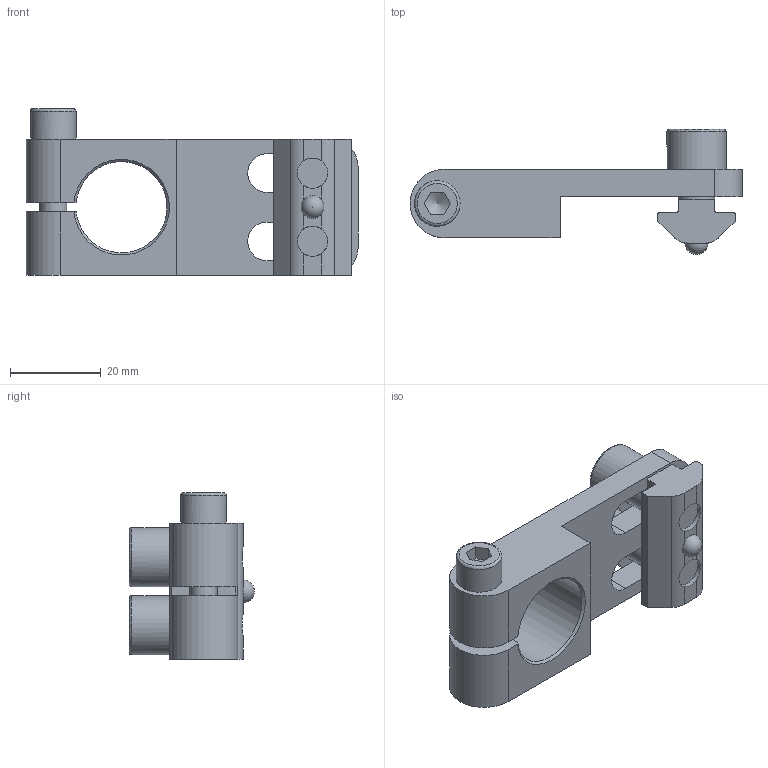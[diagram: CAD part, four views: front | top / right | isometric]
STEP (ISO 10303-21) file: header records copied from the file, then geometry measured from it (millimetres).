
FILE_DESCRIPTION(/* description */ ('GR-XL02.003-Kd'),/* implementation_level */ '2;1');
FILE_NAME(/* name */ 'GR-XL02.003-Kd.stp',/* time_stamp */ '2024-01-03T15:30:59+01:00',/* author */ ('BMaier'),/* organization */ (''),/* preprocessor_version */ 'ST-DEVELOPER v18',/* originating_system */ 'Autodesk Inventor 2020',/* authorisation */ '');
FILE_SCHEMA (('AUTOMOTIVE_DESIGN { 1 0 10303 214 3 1 1 }'));
Length unit declared in the file: millimetre
Products named in the file (1): 0803671.003_Shrinkwrap_1
Bounding box: 73 x 27.5 x 36.7 mm (x, y, z)
Volume: 20923.8 mm3; surface area: 10892.2 mm2
Topology: 1 solids, 1 shells, 107 faces, 295 edges, 197 vertices
Faces by surface type: plane 64, cylinder 34, cone 4, torus 4, sphere 1
Full cylindrical faces by diameter (mm): 4.917 x1, 6 x1, 6.4 x1, 6.5 x1, 6.647 x2, 8 x2, 8.4 x2, 10 x1, 13 x2
Entity records: 3712 total; most frequent: CARTESIAN_POINT 730, DIRECTION 589, ORIENTED_EDGE 586, EDGE_CURVE 293, AXIS2_PLACEMENT_3D 213, VERTEX_POINT 197, LINE 163, VECTOR 163
